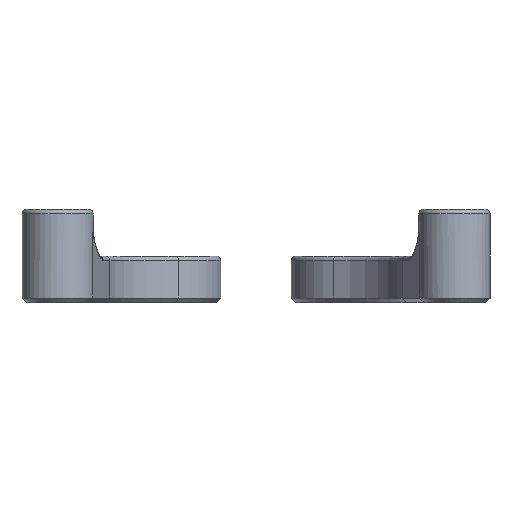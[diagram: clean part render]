
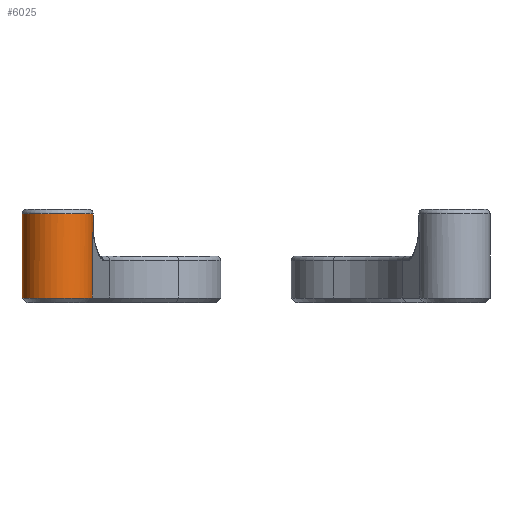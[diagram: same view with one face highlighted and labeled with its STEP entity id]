
A CAD part, front view. The second image highlights one B-rep face of the part: STEP entity #6025.
In plain terms, the highlighted cylindrical face has radius 3.05 mm (diameter 6.1 mm), a full revolution.
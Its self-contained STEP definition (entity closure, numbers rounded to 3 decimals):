
#53=CYLINDRICAL_SURFACE('',#6430,3.05);
#178=CIRCLE('',#6418,3.05);
#179=CIRCLE('',#6419,3.05);
#185=CIRCLE('',#6431,3.05);
#186=CIRCLE('',#6432,3.05);
#493=FACE_OUTER_BOUND('',#866,.T.);
#866=EDGE_LOOP('',(#4512,#4513,#4514,#4515,#4516,#4517,#4518,#4519));
#1433=LINE('',#9222,#2109);
#1436=LINE('',#9238,#2112);
#1437=LINE('',#9240,#2113);
#2109=VECTOR('',#7396,10.);
#2112=VECTOR('',#7403,3.05);
#2113=VECTOR('',#7404,10.);
#2706=VERTEX_POINT('',#9180);
#2710=VERTEX_POINT('',#9192);
#2711=VERTEX_POINT('',#9194);
#2719=VERTEX_POINT('',#9221);
#2722=VERTEX_POINT('',#9236);
#2723=VERTEX_POINT('',#9239);
#3354=EDGE_CURVE('',#2706,#2710,#178,.T.);
#3355=EDGE_CURVE('',#2710,#2711,#179,.T.);
#3369=EDGE_CURVE('',#2711,#2719,#1433,.T.);
#3373=EDGE_CURVE('',#2722,#2722,#185,.T.);
#3374=EDGE_CURVE('',#2722,#2710,#1436,.T.);
#3375=EDGE_CURVE('',#2706,#2723,#1437,.T.);
#3376=EDGE_CURVE('',#2719,#2723,#186,.T.);
#4512=ORIENTED_EDGE('',*,*,#3373,.F.);
#4513=ORIENTED_EDGE('',*,*,#3374,.T.);
#4514=ORIENTED_EDGE('',*,*,#3354,.F.);
#4515=ORIENTED_EDGE('',*,*,#3375,.T.);
#4516=ORIENTED_EDGE('',*,*,#3376,.F.);
#4517=ORIENTED_EDGE('',*,*,#3369,.F.);
#4518=ORIENTED_EDGE('',*,*,#3355,.F.);
#4519=ORIENTED_EDGE('',*,*,#3374,.F.);
#6025=ADVANCED_FACE('',(#493),#53,.T.);
#6418=AXIS2_PLACEMENT_3D('',#9193,#7364,#7365);
#6419=AXIS2_PLACEMENT_3D('',#9195,#7366,#7367);
#6430=AXIS2_PLACEMENT_3D('',#9235,#7399,#7400);
#6431=AXIS2_PLACEMENT_3D('',#9237,#7401,#7402);
#6432=AXIS2_PLACEMENT_3D('',#9241,#7405,#7406);
#7364=DIRECTION('center_axis',(0.,0.,-1.));
#7365=DIRECTION('ref_axis',(-1.,0.,0.));
#7366=DIRECTION('center_axis',(0.,0.,-1.));
#7367=DIRECTION('ref_axis',(-1.,0.,0.));
#7396=DIRECTION('',(0.,0.,1.));
#7399=DIRECTION('center_axis',(0.,0.,1.));
#7400=DIRECTION('ref_axis',(1.,0.,0.));
#7401=DIRECTION('center_axis',(0.,0.,1.));
#7402=DIRECTION('ref_axis',(1.,0.,0.));
#7403=DIRECTION('',(0.,0.,-1.));
#7404=DIRECTION('',(0.,0.,1.));
#7405=DIRECTION('center_axis',(0.,0.,-1.));
#7406=DIRECTION('ref_axis',(0.222,0.975,0.));
#9180=CARTESIAN_POINT('',(67.576,-7.691,0.4));
#9192=CARTESIAN_POINT('',(61.552,-7.014,0.4));
#9193=CARTESIAN_POINT('Origin',(64.602,-7.014,0.4));
#9194=CARTESIAN_POINT('',(61.627,-6.338,0.4));
#9195=CARTESIAN_POINT('Origin',(64.602,-7.014,0.4));
#9221=CARTESIAN_POINT('',(61.627,-6.338,6.));
#9222=CARTESIAN_POINT('',(61.627,-6.338,0.));
#9235=CARTESIAN_POINT('Origin',(64.602,-7.014,0.));
#9236=CARTESIAN_POINT('',(61.552,-7.014,7.6));
#9237=CARTESIAN_POINT('Origin',(64.602,-7.014,7.6));
#9238=CARTESIAN_POINT('',(61.552,-7.014,0.));
#9239=CARTESIAN_POINT('',(67.576,-7.691,6.));
#9240=CARTESIAN_POINT('',(67.576,-7.691,0.));
#9241=CARTESIAN_POINT('Origin',(64.602,-7.014,6.));
